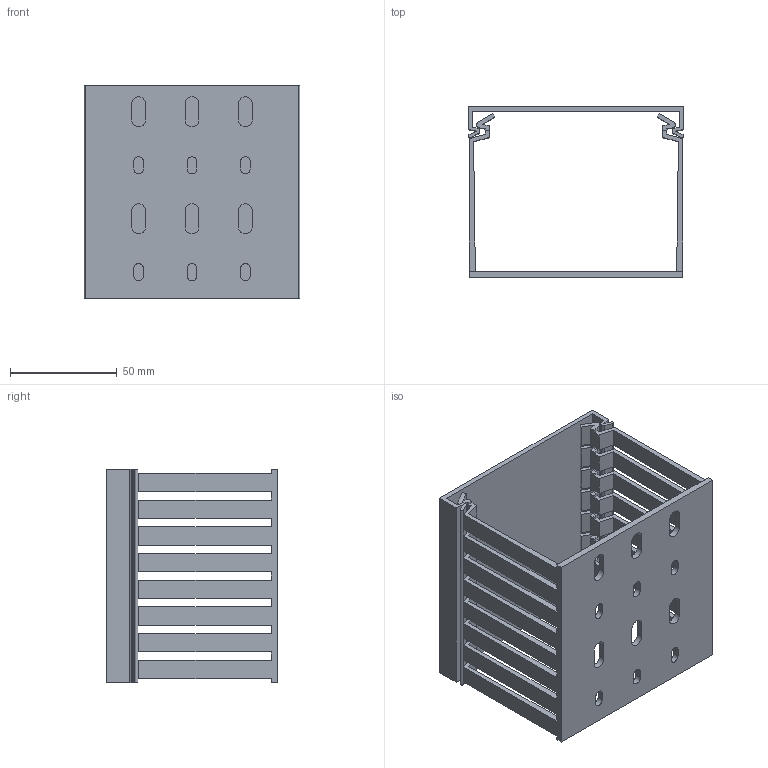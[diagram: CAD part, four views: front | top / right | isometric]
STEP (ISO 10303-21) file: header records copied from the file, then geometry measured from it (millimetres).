
FILE_DESCRIPTION((''),'2;1');
FILE_NAME('BA780100_ASM','2022-04-06T09:17:52',('simony'),(''),'CREO PARAMETRIC BY PTC INC, 2021304','CREO PARAMETRIC BY PTC INC, 2021304','');
FILE_SCHEMA(('AUTOMOTIVE_DESIGN { 1 0 10303 214 1 1 1 1 }'));
Length unit declared in the file: millimetre
Products named in the file (3): PROXY_01428-M; PROXY_01411-M; BA780100_ASM
Assembly tree (2 placements, depth 2):
  BA780100_ASM
    PROXY_01428-M
    PROXY_01411-M
Bounding box: 101 x 80 x 100 mm (x, y, z)
Volume: 84353.1 mm3; surface area: 79341 mm2
Topology: 2 solids, 2 shells, 378 faces, 1122 edges, 748 vertices
Faces by surface type: plane 302, cylinder 76
Entity records: 12945 total; most frequent: CARTESIAN_POINT 2452, ORIENTED_EDGE 2244, DIRECTION 1912, EDGE_CURVE 1122, VECTOR 970, LINE 970, VERTEX_POINT 748, AXIS2_PLACEMENT_3D 471
